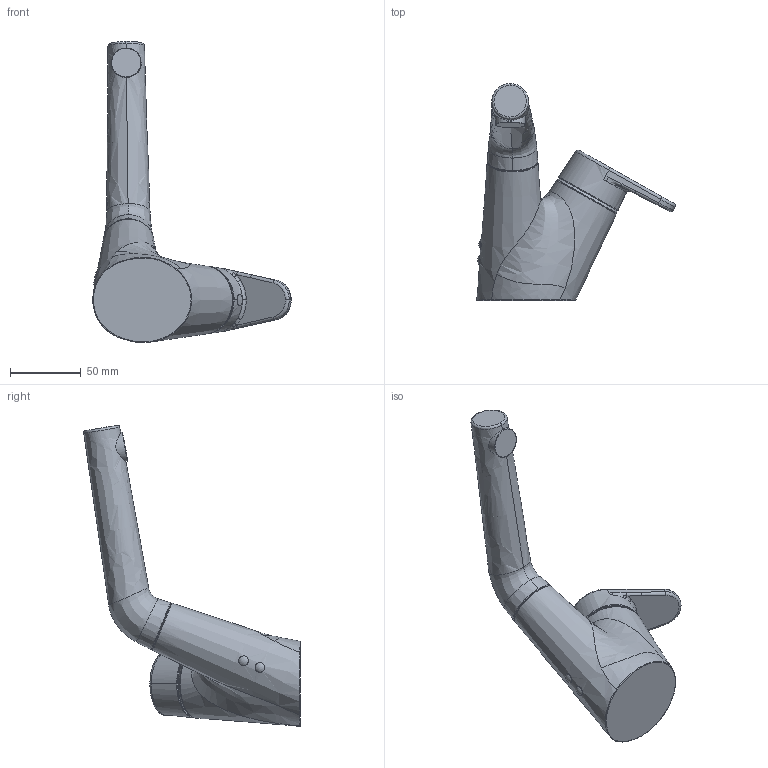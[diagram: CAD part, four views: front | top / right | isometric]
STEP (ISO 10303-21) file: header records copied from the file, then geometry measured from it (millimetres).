
FILE_DESCRIPTION (( 'STEP AP203' ), '1' );
FILE_NAME ('2213F+55102281.STEP', '2017-03-09T05:45:29', ( '' ), ( '' ), 'SwSTEP 2.0', 'SolidWorks 2016', '' );
FILE_SCHEMA (( 'CONFIG_CONTROL_DESIGN' ));
Length unit declared in the file: millimetre
Products named in the file (1): 2213F+55102281
Bounding box: 140.58 x 153.4 x 213.25 mm (x, y, z)
Volume: 467509.2 mm3; surface area: 48170.1 mm2
Topology: 1 solids, 1 shells, 72 faces, 175 edges, 110 vertices
Faces by surface type: bspline 54, plane 6, cone 4, sphere 3, torus 3, cylinder 2
Full cylindrical faces by diameter (mm): 21 x1, 35.047 x1
Entity records: 10904 total; most frequent: CARTESIAN_POINT 9672, ORIENTED_EDGE 316, EDGE_CURVE 158, B_SPLINE_CURVE_WITH_KNOTS 121, VERTEX_POINT 102, EDGE_LOOP 86, DIRECTION 83, FACE_OUTER_BOUND 78
